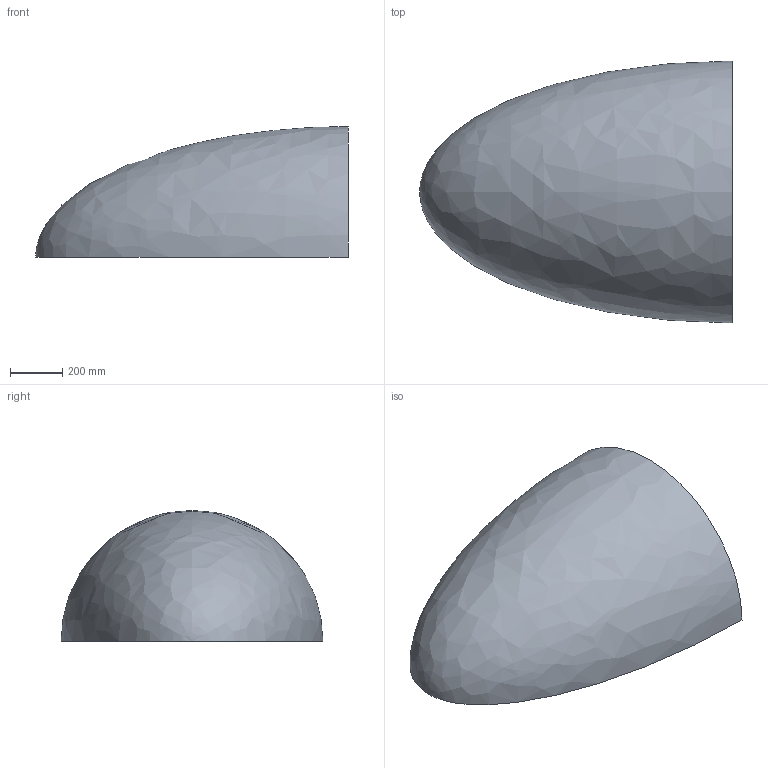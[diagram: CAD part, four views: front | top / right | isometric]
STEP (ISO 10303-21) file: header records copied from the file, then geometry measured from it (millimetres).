
FILE_DESCRIPTION(/* description */ (''),/* implementation_level */ '2;1');
FILE_NAME(/* name */ 'Geom_Num_Area.step',/* time_stamp */ '2025-05-26T23:20:23+03:00',/* author */ ('user'),/* organization */ (''),/* preprocessor_version */ 'ST-DEVELOPER v18',/* originating_system */ 'Autodesk Inventor 2020',/* authorisation */ '');
FILE_SCHEMA (('AUTOMOTIVE_DESIGN { 1 0 10303 214 3 1 1 }'));
Length unit declared in the file: millimetre
Products named in the file (1): Расчетная область
Bounding box: 1192.9 x 1000 x 500 mm (x, y, z)
Volume: 312362299 mm3; surface area: 2908623.2 mm2
Topology: 1 solids, 1 shells, 7 faces, 16 edges, 10 vertices
Faces by surface type: plane 3, bspline 2, cylinder 1, cone 1
Entity records: 253 total; most frequent: CARTESIAN_POINT 60, DIRECTION 34, ORIENTED_EDGE 28, EDGE_CURVE 14, AXIS2_PLACEMENT_3D 14, VERTEX_POINT 10, EDGE_LOOP 8, FACE_OUTER_BOUND 7
